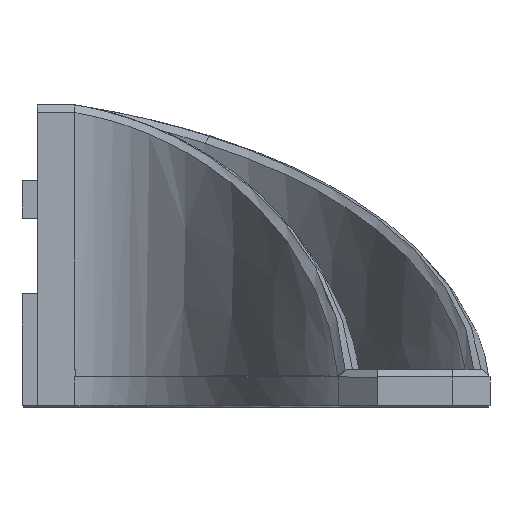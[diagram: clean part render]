
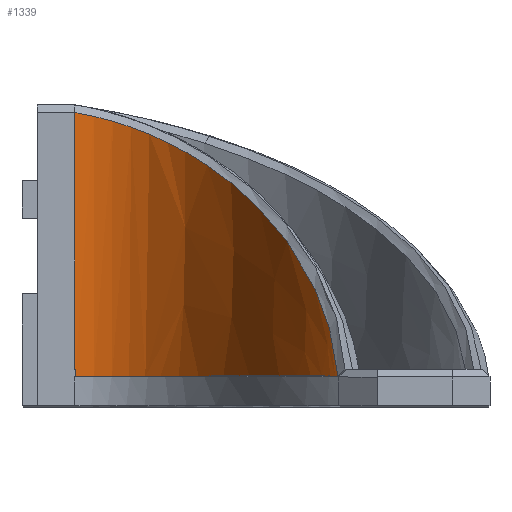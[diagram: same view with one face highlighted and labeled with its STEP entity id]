
A CAD part, front view. The second image highlights one B-rep face of the part: STEP entity #1339.
In plain terms, the highlighted free-form (B-spline) face has degree [3, 3] with [4, 7] control points.
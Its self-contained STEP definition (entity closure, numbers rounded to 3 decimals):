
#51=B_SPLINE_SURFACE_WITH_KNOTS('',3,3,((#4198,#4199,#4200,#4201,#4202,
#4203,#4204),(#4205,#4206,#4207,#4208,#4209,#4210,#4211),(#4212,#4213,#4214,
#4215,#4216,#4217,#4218),(#4219,#4220,#4221,#4222,#4223,#4224,#4225)),
 .UNSPECIFIED.,.F.,.F.,.F.,(4,4),(4,1,1,1,4),(0.025,0.9),
(0.,0.285,0.571,0.856,
0.998),.UNSPECIFIED.);
#140=FACE_OUTER_BOUND('',#218,.T.);
#218=EDGE_LOOP('',(#1138,#1139,#1140,#1141,#1142,#1143));
#285=B_SPLINE_CURVE_WITH_KNOTS('',3,(#2520,#2521,#2522,#2523),
 .UNSPECIFIED.,.F.,.F.,(4,4),(-0.35,-0.25),
 .UNSPECIFIED.);
#343=B_SPLINE_CURVE_WITH_KNOTS('',3,(#4045,#4046,#4047,#4048,#4049,#4050,
#4051,#4052,#4053,#4054,#4055,#4056,#4057,#4058,#4059,#4060),
 .UNSPECIFIED.,.F.,.F.,(4,2,2,2,2,2,2,4),(-6.847,-6.536,
-6.204,-5.466,-3.862,-2.207,
-1.257,-0.02),.UNSPECIFIED.);
#345=B_SPLINE_CURVE_WITH_KNOTS('',3,(#4132,#4133,#4134,#4135,#4136,#4137,
#4138,#4139,#4140,#4141),.UNSPECIFIED.,.F.,.F.,(4,1,1,1,1,1,1,4),(3.146,
3.436,3.581,3.726,3.87,4.015,
4.305,4.566),.UNSPECIFIED.);
#346=B_SPLINE_CURVE_WITH_KNOTS('',3,(#4142,#4143,#4144,#4145,#4146,#4147,
#4148),.UNSPECIFIED.,.F.,.F.,(4,3,4),(-10.936,-10.909,
-10.47),.UNSPECIFIED.);
#391=LINE('',#2525,#477);
#392=LINE('',#2527,#478);
#477=VECTOR('',#1511,10.);
#478=VECTOR('',#1512,10.);
#582=VERTEX_POINT('',#2514);
#583=VERTEX_POINT('',#2519);
#584=VERTEX_POINT('',#2524);
#585=VERTEX_POINT('',#2526);
#648=VERTEX_POINT('',#4040);
#649=VERTEX_POINT('',#4131);
#735=EDGE_CURVE('',#583,#582,#285,.T.);
#736=EDGE_CURVE('',#583,#584,#391,.T.);
#737=EDGE_CURVE('',#585,#584,#392,.T.);
#831=EDGE_CURVE('',#582,#648,#343,.T.);
#833=EDGE_CURVE('',#585,#649,#345,.T.);
#834=EDGE_CURVE('',#648,#649,#346,.T.);
#1138=ORIENTED_EDGE('',*,*,#833,.F.);
#1139=ORIENTED_EDGE('',*,*,#737,.T.);
#1140=ORIENTED_EDGE('',*,*,#736,.F.);
#1141=ORIENTED_EDGE('',*,*,#735,.T.);
#1142=ORIENTED_EDGE('',*,*,#831,.T.);
#1143=ORIENTED_EDGE('',*,*,#834,.T.);
#1339=ADVANCED_FACE('',(#140),#51,.T.);
#1511=DIRECTION('',(-1.,0.,0.));
#1512=DIRECTION('',(0.,0.,-1.));
#2514=CARTESIAN_POINT('',(5.095,0.,4.));
#2519=CARTESIAN_POINT('',(5.119,0.,5.));
#2520=CARTESIAN_POINT('Ctrl Pts',(5.119,0.,
5.));
#2521=CARTESIAN_POINT('Ctrl Pts',(5.111,0.,
4.667));
#2522=CARTESIAN_POINT('Ctrl Pts',(5.103,0.,
4.334));
#2523=CARTESIAN_POINT('Ctrl Pts',(5.095,0.,
4.));
#2524=CARTESIAN_POINT('',(5.,0.,5.));
#2525=CARTESIAN_POINT('',(2.316,0.,5.));
#2526=CARTESIAN_POINT('',(5.,0.,38.986));
#2527=CARTESIAN_POINT('',(5.,0.,40.));
#4040=CARTESIAN_POINT('',(39.752,-74.801,4.005));
#4045=CARTESIAN_POINT('Ctrl Pts',(5.095,0.,
4.));
#4046=CARTESIAN_POINT('Ctrl Pts',(6.174,-0.004,
4.004));
#4047=CARTESIAN_POINT('Ctrl Pts',(7.241,-0.127,4.009));
#4048=CARTESIAN_POINT('Ctrl Pts',(9.419,-0.613,4.021));
#4049=CARTESIAN_POINT('Ctrl Pts',(10.507,-0.988,4.029));
#4050=CARTESIAN_POINT('Ctrl Pts',(13.889,-2.525,4.052));
#4051=CARTESIAN_POINT('Ctrl Pts',(15.997,-4.072,4.069));
#4052=CARTESIAN_POINT('Ctrl Pts',(21.912,-9.659,4.112));
#4053=CARTESIAN_POINT('Ctrl Pts',(25.628,-15.262,4.137));
#4054=CARTESIAN_POINT('Ctrl Pts',(32.121,-29.66,4.174));
#4055=CARTESIAN_POINT('Ctrl Pts',(34.525,-37.783,4.185));
#4056=CARTESIAN_POINT('Ctrl Pts',(37.186,-50.196,4.182));
#4057=CARTESIAN_POINT('Ctrl Pts',(37.958,-54.818,4.177));
#4058=CARTESIAN_POINT('Ctrl Pts',(39.29,-65.375,4.138));
#4059=CARTESIAN_POINT('Ctrl Pts',(39.641,-70.645,4.1));
#4060=CARTESIAN_POINT('Ctrl Pts',(39.752,-74.801,4.005));
#4131=CARTESIAN_POINT('',(39.67,-72.241,5.));
#4132=CARTESIAN_POINT('Ctrl Pts',(5.,0.,
38.986));
#4133=CARTESIAN_POINT('Ctrl Pts',(8.533,0.107,38.385));
#4134=CARTESIAN_POINT('Ctrl Pts',(13.836,-1.478,36.801));
#4135=CARTESIAN_POINT('Ctrl Pts',(20.458,-7.16,33.422));
#4136=CARTESIAN_POINT('Ctrl Pts',(25.042,-13.099,30.317));
#4137=CARTESIAN_POINT('Ctrl Pts',(29.146,-20.588,26.707));
#4138=CARTESIAN_POINT('Ctrl Pts',(33.851,-32.411,21.325));
#4139=CARTESIAN_POINT('Ctrl Pts',(37.96,-49.487,14.038));
#4140=CARTESIAN_POINT('Ctrl Pts',(39.387,-64.812,7.897));
#4141=CARTESIAN_POINT('Ctrl Pts',(39.67,-72.241,5.));
#4142=CARTESIAN_POINT('Ctrl Pts',(39.752,-74.801,4.005));
#4143=CARTESIAN_POINT('Ctrl Pts',(39.751,-74.753,4.023));
#4144=CARTESIAN_POINT('Ctrl Pts',(39.749,-74.704,4.042));
#4145=CARTESIAN_POINT('Ctrl Pts',(39.748,-74.655,4.061));
#4146=CARTESIAN_POINT('Ctrl Pts',(39.727,-73.849,4.374));
#4147=CARTESIAN_POINT('Ctrl Pts',(39.701,-73.044,4.687));
#4148=CARTESIAN_POINT('Ctrl Pts',(39.67,-72.241,5.));
#4198=CARTESIAN_POINT('Ctrl Pts',(5.,0.,38.986));
#4199=CARTESIAN_POINT('Ctrl Pts',(10.169,0.155,38.147));
#4200=CARTESIAN_POINT('Ctrl Pts',(20.346,-4.545,34.626));
#4201=CARTESIAN_POINT('Ctrl Pts',(32.557,-25.43,24.689));
#4202=CARTESIAN_POINT('Ctrl Pts',(38.457,-51.419,13.93));
#4203=CARTESIAN_POINT('Ctrl Pts',(39.629,-68.895,7.181));
#4204=CARTESIAN_POINT('Ctrl Pts',(39.753,-74.801,4.949));
#4205=CARTESIAN_POINT('Ctrl Pts',(5.,0.,27.325));
#4206=CARTESIAN_POINT('Ctrl Pts',(10.069,0.108,26.737));
#4207=CARTESIAN_POINT('Ctrl Pts',(20.102,-4.658,24.321));
#4208=CARTESIAN_POINT('Ctrl Pts',(32.27,-25.563,17.371));
#4209=CARTESIAN_POINT('Ctrl Pts',(38.277,-51.502,9.779));
#4210=CARTESIAN_POINT('Ctrl Pts',(39.578,-68.919,5.033));
#4211=CARTESIAN_POINT('Ctrl Pts',(39.751,-74.801,3.468));
#4212=CARTESIAN_POINT('Ctrl Pts',(5.,0.,15.663));
#4213=CARTESIAN_POINT('Ctrl Pts',(9.969,0.062,15.326));
#4214=CARTESIAN_POINT('Ctrl Pts',(19.834,-4.782,13.868));
#4215=CARTESIAN_POINT('Ctrl Pts',(31.945,-25.713,9.863));
#4216=CARTESIAN_POINT('Ctrl Pts',(38.087,-51.59,5.583));
#4217=CARTESIAN_POINT('Ctrl Pts',(39.526,-68.942,2.885));
#4218=CARTESIAN_POINT('Ctrl Pts',(39.75,-74.802,1.988));
#4219=CARTESIAN_POINT('Ctrl Pts',(5.,0.,4.002));
#4220=CARTESIAN_POINT('Ctrl Pts',(9.869,0.016,3.916));
#4221=CARTESIAN_POINT('Ctrl Pts',(19.587,-4.897,3.539));
#4222=CARTESIAN_POINT('Ctrl Pts',(31.652,-25.849,2.515));
#4223=CARTESIAN_POINT('Ctrl Pts',(37.906,-51.674,1.425));
#4224=CARTESIAN_POINT('Ctrl Pts',(39.475,-68.966,0.737));
#4225=CARTESIAN_POINT('Ctrl Pts',(39.748,-74.803,0.508));
